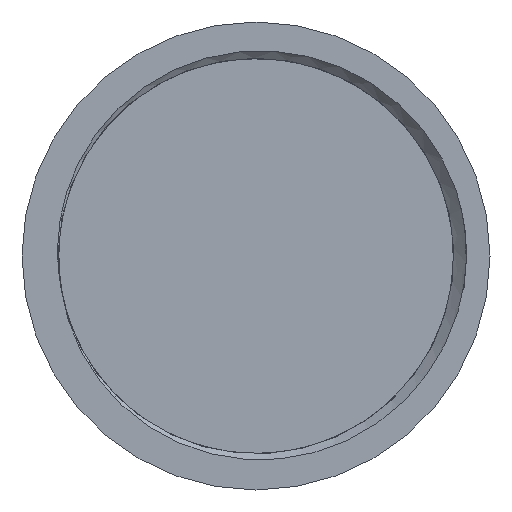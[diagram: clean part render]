
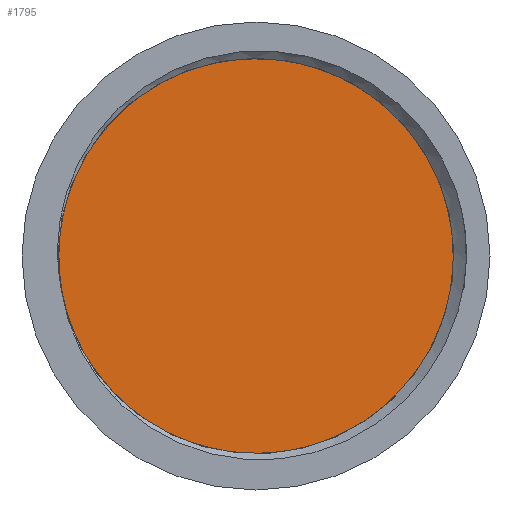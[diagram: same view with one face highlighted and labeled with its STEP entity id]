
A CAD part, front view. The second image highlights one B-rep face of the part: STEP entity #1795.
In plain terms, the highlighted planar face has unit normal (0, -1, 0).
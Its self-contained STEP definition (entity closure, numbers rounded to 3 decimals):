
#777=CARTESIAN_POINT('',(0.,-4.,0.));
#778=DIRECTION('',(0.,1.,0.));
#779=DIRECTION('',(-1.,0.,0.));
#780=AXIS2_PLACEMENT_3D('',#777,#778,#779);
#782=CARTESIAN_POINT('',(0.,-4.,0.));
#783=DIRECTION('',(0.,-1.,0.));
#784=DIRECTION('',(-1.,0.,0.));
#785=AXIS2_PLACEMENT_3D('',#782,#783,#784);
#811=CARTESIAN_POINT('',(18.,-4.,0.));
#812=VERTEX_POINT('',#811);
#813=CARTESIAN_POINT('',(-18.,-4.,0.));
#814=VERTEX_POINT('',#813);
#1786=CARTESIAN_POINT('',(0.,-4.,0.));
#1787=DIRECTION('',(0.,-1.,0.));
#1788=DIRECTION('',(-1.,0.,0.));
#1789=AXIS2_PLACEMENT_3D('',#1786,#1787,#1788);
#1790=PLANE('',#1789);
#1791=ORIENTED_EDGE('',*,*,#1313,.T.);
#1792=ORIENTED_EDGE('',*,*,#956,.F.);
#1793=EDGE_LOOP('',(#1791,#1792));
#1794=FACE_OUTER_BOUND('',#1793,.F.);
#781=CIRCLE('',#780,18.);
#786=CIRCLE('',#785,18.);
#956=EDGE_CURVE('',#814,#812,#786,.T.);
#1313=EDGE_CURVE('',#814,#812,#781,.T.);
#1795=ADVANCED_FACE('',(#1794),#1790,.T.);
